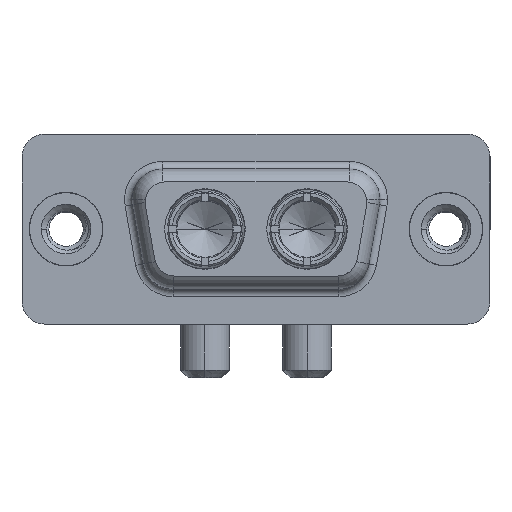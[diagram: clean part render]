
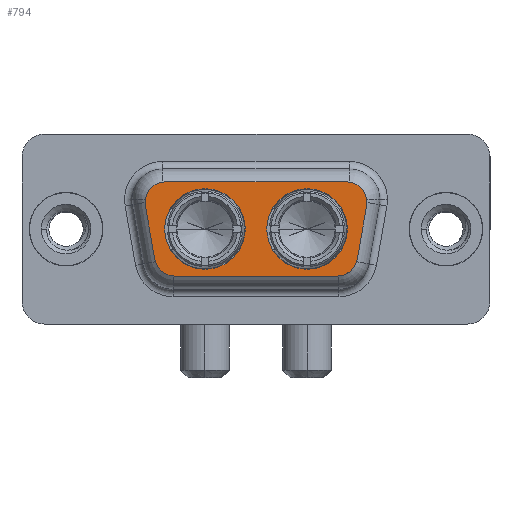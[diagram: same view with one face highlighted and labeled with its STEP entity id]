
A CAD part, top view. The second image highlights one B-rep face of the part: STEP entity #794.
In plain terms, the highlighted planar face has unit normal (0, 0, 1).
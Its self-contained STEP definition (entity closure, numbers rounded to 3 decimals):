
#269 = EDGE_LOOP ( 'NONE', ( #5257, #759 ) ) ;
#302 = LINE ( 'NONE', #4075, #5980 ) ;
#328 = AXIS2_PLACEMENT_3D ( 'NONE', #4937, #6914, #1340 ) ;
#619 = DIRECTION ( 'NONE',  ( 0.174, -0.985, 0. ) ) ;
#759 = ORIENTED_EDGE ( 'NONE', *, *, #7712, .F. ) ;
#794 = ADVANCED_FACE ( 'NONE', ( #3045, #4831, #10443 ), #11732, .F. ) ;
#840 = ORIENTED_EDGE ( 'NONE', *, *, #1010, .T. ) ;
#907 = CIRCLE ( 'NONE', #3095, 2.65 ) ;
#914 = CARTESIAN_POINT ( 'NONE',  ( 6.55, 1.75, 6.2 ) ) ;
#1010 = EDGE_CURVE ( 'NONE', #11536, #7894, #9003, .T. ) ;
#1050 = ORIENTED_EDGE ( 'NONE', *, *, #8123, .T. ) ;
#1107 = DIRECTION ( 'NONE',  ( -1., 0., 0. ) ) ;
#1311 = VERTEX_POINT ( 'NONE', #7767 ) ;
#1340 = DIRECTION ( 'NONE',  ( -1., 0., 0. ) ) ;
#1466 = CARTESIAN_POINT ( 'NONE',  ( 19.162, -1.984, 6.2 ) ) ;
#1505 = ORIENTED_EDGE ( 'NONE', *, *, #6528, .F. ) ;
#1550 = EDGE_CURVE ( 'NONE', #2755, #11536, #7156, .T. ) ;
#1620 = AXIS2_PLACEMENT_3D ( 'NONE', #6164, #11094, #5422 ) ;
#1676 = CARTESIAN_POINT ( 'NONE',  ( 17.833, -3.1, 6.2 ) ) ;
#2277 = DIRECTION ( 'NONE',  ( 1., 0., 0. ) ) ;
#2676 = CARTESIAN_POINT ( 'NONE',  ( 5.2, 1.75, 6.2 ) ) ;
#2700 = VERTEX_POINT ( 'NONE', #7930 ) ;
#2725 = CARTESIAN_POINT ( 'NONE',  ( 6.49, 0., 6.2 ) ) ;
#2755 = VERTEX_POINT ( 'NONE', #5032 ) ;
#2893 = VERTEX_POINT ( 'NONE', #8296 ) ;
#3045 = FACE_BOUND ( 'NONE', #269, .T. ) ;
#3095 = AXIS2_PLACEMENT_3D ( 'NONE', #11888, #4411, #8173 ) ;
#3152 = DIRECTION ( 'NONE',  ( 0.174, 0.985, 0. ) ) ;
#3155 = CIRCLE ( 'NONE', #7485, 2.65 ) ;
#3279 = DIRECTION ( 'NONE',  ( 0., 0., -1. ) ) ;
#3322 = DIRECTION ( 'NONE',  ( 1., 0., 0. ) ) ;
#3383 = DIRECTION ( 'NONE',  ( 0., 0., 1. ) ) ;
#3633 = ORIENTED_EDGE ( 'NONE', *, *, #11466, .T. ) ;
#3961 = VERTEX_POINT ( 'NONE', #2676 ) ;
#4075 = CARTESIAN_POINT ( 'NONE',  ( 19.779, 1.516, 6.2 ) ) ;
#4253 = CARTESIAN_POINT ( 'NONE',  ( 6.55, 1.75, 6.2 ) ) ;
#4274 = ORIENTED_EDGE ( 'NONE', *, *, #4791, .T. ) ;
#4378 = VECTOR ( 'NONE', #8203, 1000. ) ;
#4411 = DIRECTION ( 'NONE',  ( 0., 0., 1. ) ) ;
#4425 = DIRECTION ( 'NONE',  ( -1., 0., 0. ) ) ;
#4515 = CARTESIAN_POINT ( 'NONE',  ( 18.45, 3.1, 6.2 ) ) ;
#4630 = DIRECTION ( 'NONE',  ( 1., 0., 0. ) ) ;
#4791 = EDGE_CURVE ( 'NONE', #7894, #3961, #11410, .T. ) ;
#4798 = DIRECTION ( 'NONE',  ( 0., 0., 1. ) ) ;
#4831 = FACE_BOUND ( 'NONE', #7528, .T. ) ;
#4937 = CARTESIAN_POINT ( 'NONE',  ( 17.833, -1.75, 6.2 ) ) ;
#5032 = CARTESIAN_POINT ( 'NONE',  ( 19.779, 1.516, 6.2 ) ) ;
#5155 = CARTESIAN_POINT ( 'NONE',  ( 15.86, 0., 6.2 ) ) ;
#5257 = ORIENTED_EDGE ( 'NONE', *, *, #9234, .F. ) ;
#5367 = ORIENTED_EDGE ( 'NONE', *, *, #6318, .T. ) ;
#5422 = DIRECTION ( 'NONE',  ( -1., 0., 0. ) ) ;
#5545 = VERTEX_POINT ( 'NONE', #6805 ) ;
#5731 = CARTESIAN_POINT ( 'NONE',  ( 9.14, 0., 6.2 ) ) ;
#5869 = EDGE_CURVE ( 'NONE', #3961, #1311, #9162, .T. ) ;
#5980 = VECTOR ( 'NONE', #3152, 1000. ) ;
#6164 = CARTESIAN_POINT ( 'NONE',  ( 18.45, 1.75, 6.2 ) ) ;
#6196 = VERTEX_POINT ( 'NONE', #1466 ) ;
#6318 = EDGE_CURVE ( 'NONE', #5545, #9310, #11219, .T. ) ;
#6356 = VECTOR ( 'NONE', #7226, 1000. ) ;
#6528 = EDGE_CURVE ( 'NONE', #9019, #7280, #3155, .T. ) ;
#6544 = EDGE_LOOP ( 'NONE', ( #9852, #5367, #1050, #6562, #10068, #840, #4274, #9764, #3633 ) ) ;
#6562 = ORIENTED_EDGE ( 'NONE', *, *, #10475, .T. ) ;
#6696 = EDGE_CURVE ( 'NONE', #7280, #9019, #11346, .T. ) ;
#6773 = EDGE_CURVE ( 'NONE', #2893, #5545, #8200, .T. ) ;
#6805 = CARTESIAN_POINT ( 'NONE',  ( 7.167, -3.1, 6.2 ) ) ;
#6914 = DIRECTION ( 'NONE',  ( 0., 0., 1. ) ) ;
#7049 = CARTESIAN_POINT ( 'NONE',  ( 7.167, -1.75, 6.2 ) ) ;
#7156 = CIRCLE ( 'NONE', #1620, 1.35 ) ;
#7188 = DIRECTION ( 'NONE',  ( 0., 0., 1. ) ) ;
#7226 = DIRECTION ( 'NONE',  ( -1., 0., 0. ) ) ;
#7277 = AXIS2_PLACEMENT_3D ( 'NONE', #4253, #8023, #2277 ) ;
#7280 = VERTEX_POINT ( 'NONE', #2725 ) ;
#7485 = AXIS2_PLACEMENT_3D ( 'NONE', #5731, #4798, #8557 ) ;
#7528 = EDGE_LOOP ( 'NONE', ( #1505, #7648 ) ) ;
#7645 = CIRCLE ( 'NONE', #7846, 2.65 ) ;
#7648 = ORIENTED_EDGE ( 'NONE', *, *, #6696, .F. ) ;
#7712 = EDGE_CURVE ( 'NONE', #2700, #10044, #907, .T. ) ;
#7767 = CARTESIAN_POINT ( 'NONE',  ( 5.221, 1.516, 6.2 ) ) ;
#7829 = CIRCLE ( 'NONE', #328, 1.35 ) ;
#7846 = AXIS2_PLACEMENT_3D ( 'NONE', #5155, #7188, #8905 ) ;
#7887 = CARTESIAN_POINT ( 'NONE',  ( 9.14, 0., 6.2 ) ) ;
#7894 = VERTEX_POINT ( 'NONE', #10786 ) ;
#7930 = CARTESIAN_POINT ( 'NONE',  ( 13.21, 0., 6.2 ) ) ;
#8023 = DIRECTION ( 'NONE',  ( 0., 0., 1. ) ) ;
#8123 = EDGE_CURVE ( 'NONE', #9310, #6196, #7829, .T. ) ;
#8173 = DIRECTION ( 'NONE',  ( 1., 0., 0. ) ) ;
#8200 = CIRCLE ( 'NONE', #9560, 1.35 ) ;
#8203 = DIRECTION ( 'NONE',  ( 1., 0., 0. ) ) ;
#8296 = CARTESIAN_POINT ( 'NONE',  ( 5.838, -1.984, 6.2 ) ) ;
#8314 = AXIS2_PLACEMENT_3D ( 'NONE', #7049, #3279, #1107 ) ;
#8557 = DIRECTION ( 'NONE',  ( 1., 0., 0. ) ) ;
#8905 = DIRECTION ( 'NONE',  ( 1., 0., 0. ) ) ;
#9003 = LINE ( 'NONE', #12103, #6356 ) ;
#9019 = VERTEX_POINT ( 'NONE', #9509 ) ;
#9162 = CIRCLE ( 'NONE', #9756, 1.35 ) ;
#9234 = EDGE_CURVE ( 'NONE', #10044, #2700, #7645, .T. ) ;
#9290 = CARTESIAN_POINT ( 'NONE',  ( 7.167, -1.75, 6.2 ) ) ;
#9310 = VERTEX_POINT ( 'NONE', #1676 ) ;
#9509 = CARTESIAN_POINT ( 'NONE',  ( 11.79, 0., 6.2 ) ) ;
#9560 = AXIS2_PLACEMENT_3D ( 'NONE', #9290, #3383, #4425 ) ;
#9756 = AXIS2_PLACEMENT_3D ( 'NONE', #914, #10251, #4630 ) ;
#9764 = ORIENTED_EDGE ( 'NONE', *, *, #5869, .T. ) ;
#9771 = AXIS2_PLACEMENT_3D ( 'NONE', #7887, #9795, #3322 ) ;
#9795 = DIRECTION ( 'NONE',  ( 0., 0., 1. ) ) ;
#9852 = ORIENTED_EDGE ( 'NONE', *, *, #6773, .T. ) ;
#9948 = CARTESIAN_POINT ( 'NONE',  ( 5.838, -1.984, 6.2 ) ) ;
#10044 = VERTEX_POINT ( 'NONE', #11663 ) ;
#10068 = ORIENTED_EDGE ( 'NONE', *, *, #1550, .T. ) ;
#10132 = LINE ( 'NONE', #9948, #11114 ) ;
#10251 = DIRECTION ( 'NONE',  ( 0., 0., 1. ) ) ;
#10443 = FACE_OUTER_BOUND ( 'NONE', #6544, .T. ) ;
#10475 = EDGE_CURVE ( 'NONE', #6196, #2755, #302, .T. ) ;
#10786 = CARTESIAN_POINT ( 'NONE',  ( 6.55, 3.1, 6.2 ) ) ;
#11094 = DIRECTION ( 'NONE',  ( 0., 0., 1. ) ) ;
#11114 = VECTOR ( 'NONE', #619, 1000. ) ;
#11219 = LINE ( 'NONE', #12099, #4378 ) ;
#11346 = CIRCLE ( 'NONE', #9771, 2.65 ) ;
#11410 = CIRCLE ( 'NONE', #7277, 1.35 ) ;
#11466 = EDGE_CURVE ( 'NONE', #1311, #2893, #10132, .T. ) ;
#11536 = VERTEX_POINT ( 'NONE', #4515 ) ;
#11663 = CARTESIAN_POINT ( 'NONE',  ( 18.51, 0., 6.2 ) ) ;
#11732 = PLANE ( 'NONE',  #8314 ) ;
#11888 = CARTESIAN_POINT ( 'NONE',  ( 15.86, 0., 6.2 ) ) ;
#12099 = CARTESIAN_POINT ( 'NONE',  ( 17.833, -3.1, 6.2 ) ) ;
#12103 = CARTESIAN_POINT ( 'NONE',  ( 6.55, 3.1, 6.2 ) ) ;
